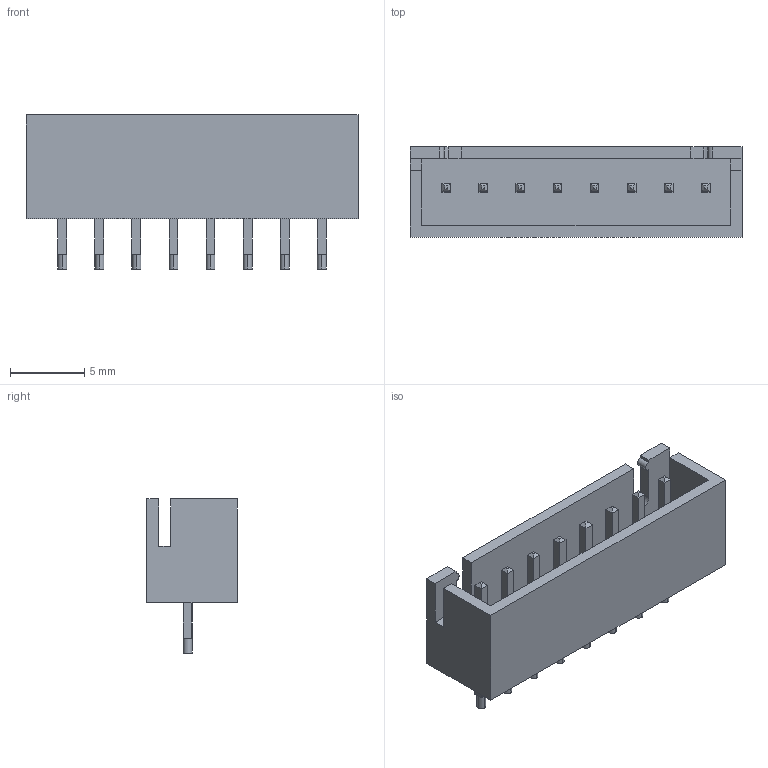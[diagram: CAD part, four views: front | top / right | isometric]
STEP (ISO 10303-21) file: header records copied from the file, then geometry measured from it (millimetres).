
FILE_DESCRIPTION (( 'STEP AP214' ), '1' );
FILE_NAME ('30AF03D3-94A5-4E29-819E-EBF0C1855B31.STEP', '2008-12-22T12:40:02', ( 'sysAdmin' ), ( 'SolidWorks' ), 'SwSTEP 2.0', 'SolidWorks 2009', '' );
FILE_SCHEMA (( 'AUTOMOTIVE_DESIGN' ));
Length unit declared in the file: millimetre
Products named in the file (1): 30AF03D3-94A5-4E29-819E-EBF0C1855B31
Bounding box: 22.4 x 6.1 x 10.4 mm (x, y, z)
Volume: 390 mm3; surface area: 1151 mm2
Topology: 1 solids, 1 shells, 190 faces, 436 edges, 264 vertices
Faces by surface type: plane 170, cylinder 20
Entity records: 5593 total; most frequent: CARTESIAN_POINT 891, DIRECTION 874, ORIENTED_EDGE 872, EDGE_CURVE 436, LINE 380, VECTOR 380, VERTEX_POINT 264, AXIS2_PLACEMENT_3D 247
